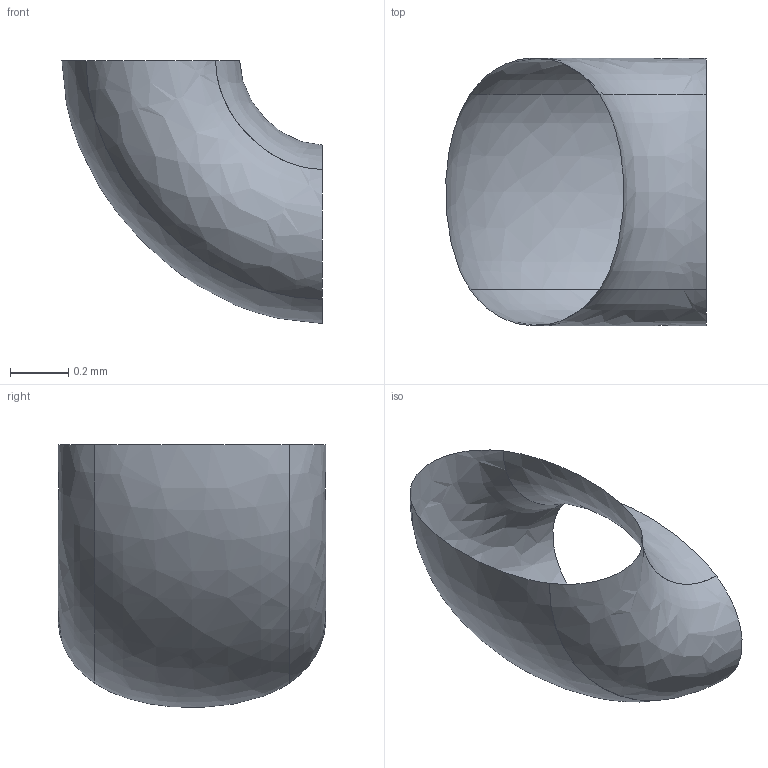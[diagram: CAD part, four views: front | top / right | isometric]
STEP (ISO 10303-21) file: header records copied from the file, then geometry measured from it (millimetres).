
FILE_DESCRIPTION(('STEP AP214'),'1');
FILE_NAME('patch0-3_uniform.step','2016-10-19T15:53:46',(' '),(' '),'Spatial InterOp 3D',' ',' ');
FILE_SCHEMA(('AUTOMOTIVE_DESIGN { 1 0 10303 214 1 1 1 1 }'));
Length unit declared in the file: millimetre
Products named in the file (1): 1
Bounding box: 0.89 x 0.92 x 0.9 mm (x, y, z)
Surface area: 2.2 mm2 (no closed solid volume)
Topology: 0 solids, 4 shells, 4 faces, 16 edges, 16 vertices
Faces by surface type: bspline 4
Entity records: 271 total; most frequent: CARTESIAN_POINT 148, ORIENTED_EDGE 16, EDGE_CURVE 16, VERTEX_POINT 16, B_SPLINE_CURVE_WITH_KNOTS 16, DIRECTION 8, SHAPE_DEFINITION_REPRESENTATION 4, MANIFOLD_SURFACE_SHAPE_REPRESENTATION 4
